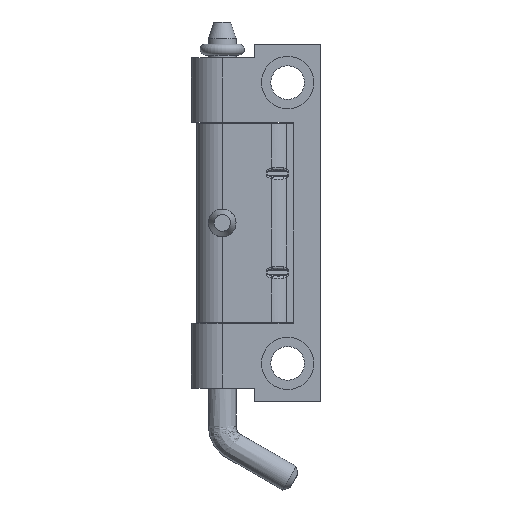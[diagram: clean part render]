
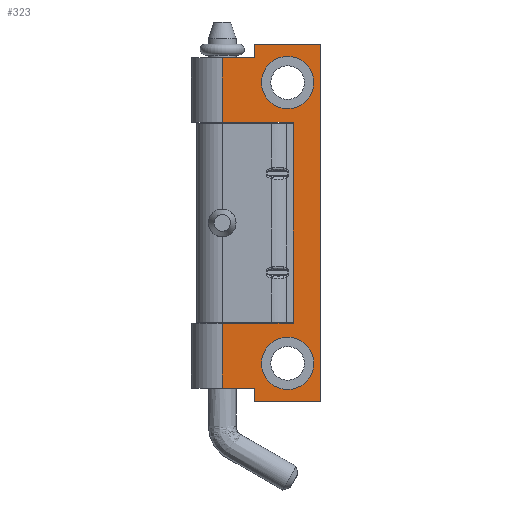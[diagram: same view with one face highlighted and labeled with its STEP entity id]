
A CAD part, front view. The second image highlights one B-rep face of the part: STEP entity #323.
In plain terms, the highlighted planar face has unit normal (0, -1, 0).
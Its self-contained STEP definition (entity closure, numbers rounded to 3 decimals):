
#323 = ADVANCED_FACE( '', ( #466, #467, #468 ), #469, .T. );
#466 = FACE_BOUND( '', #782, .T. );
#467 = FACE_BOUND( '', #783, .T. );
#468 = FACE_OUTER_BOUND( '', #784, .T. );
#469 = PLANE( '', #785 );
#782 = EDGE_LOOP( '', ( #2174 ) );
#783 = EDGE_LOOP( '', ( #2175 ) );
#784 = EDGE_LOOP( '', ( #2176, #2177, #2178, #2179, #2180, #2181, #2182, #2183, #2184, #2185, #2186, #2187 ) );
#785 = AXIS2_PLACEMENT_3D( '', #2188, #2189, #2190 );
#2174 = ORIENTED_EDGE( '', *, *, #3136, .T. );
#2175 = ORIENTED_EDGE( '', *, *, #3137, .T. );
#2176 = ORIENTED_EDGE( '', *, *, #3138, .T. );
#2177 = ORIENTED_EDGE( '', *, *, #3139, .T. );
#2178 = ORIENTED_EDGE( '', *, *, #3140, .T. );
#2179 = ORIENTED_EDGE( '', *, *, #3141, .F. );
#2180 = ORIENTED_EDGE( '', *, *, #3142, .F. );
#2181 = ORIENTED_EDGE( '', *, *, #3143, .F. );
#2182 = ORIENTED_EDGE( '', *, *, #3144, .F. );
#2183 = ORIENTED_EDGE( '', *, *, #3145, .T. );
#2184 = ORIENTED_EDGE( '', *, *, #3146, .T. );
#2185 = ORIENTED_EDGE( '', *, *, #3147, .T. );
#2186 = ORIENTED_EDGE( '', *, *, #3148, .T. );
#2187 = ORIENTED_EDGE( '', *, *, #3149, .T. );
#2188 = CARTESIAN_POINT( '', ( 17.88, -5.745, 32.5 ) );
#2189 = DIRECTION( '', ( 0., -1., 0. ) );
#2190 = DIRECTION( '', ( 1., 0., 0. ) );
#3136 = EDGE_CURVE( '', #3458, #3458, #3459, .T. );
#3137 = EDGE_CURVE( '', #3460, #3460, #3461, .T. );
#3138 = EDGE_CURVE( '', #3462, #3463, #3464, .T. );
#3139 = EDGE_CURVE( '', #3463, #3465, #3466, .T. );
#3140 = EDGE_CURVE( '', #3465, #3467, #3468, .T. );
#3141 = EDGE_CURVE( '', #3469, #3467, #3470, .T. );
#3142 = EDGE_CURVE( '', #3471, #3469, #3472, .T. );
#3143 = EDGE_CURVE( '', #3473, #3471, #3474, .T. );
#3144 = EDGE_CURVE( '', #3475, #3473, #3476, .T. );
#3145 = EDGE_CURVE( '', #3475, #3477, #3478, .T. );
#3146 = EDGE_CURVE( '', #3477, #3479, #3480, .T. );
#3147 = EDGE_CURVE( '', #3479, #3481, #3482, .T. );
#3148 = EDGE_CURVE( '', #3481, #3483, #3484, .T. );
#3149 = EDGE_CURVE( '', #3483, #3462, #3485, .T. );
#3458 = VERTEX_POINT( '', #3992 );
#3459 = CIRCLE( '', #3993, 4.75 );
#3460 = VERTEX_POINT( '', #3994 );
#3461 = CIRCLE( '', #3995, 4.75 );
#3462 = VERTEX_POINT( '', #3996 );
#3463 = VERTEX_POINT( '', #3997 );
#3464 = LINE( '', #3998, #3999 );
#3465 = VERTEX_POINT( '', #4000 );
#3466 = LINE( '', #4001, #4002 );
#3467 = VERTEX_POINT( '', #4003 );
#3468 = LINE( '', #4004, #4005 );
#3469 = VERTEX_POINT( '', #4006 );
#3470 = LINE( '', #4007, #4008 );
#3471 = VERTEX_POINT( '', #4009 );
#3472 = LINE( '', #4010, #4011 );
#3473 = VERTEX_POINT( '', #4012 );
#3474 = LINE( '', #4013, #4014 );
#3475 = VERTEX_POINT( '', #4015 );
#3476 = LINE( '', #4016, #4017 );
#3477 = VERTEX_POINT( '', #4018 );
#3478 = LINE( '', #4019, #4020 );
#3479 = VERTEX_POINT( '', #4021 );
#3480 = LINE( '', #4022, #4023 );
#3481 = VERTEX_POINT( '', #4024 );
#3482 = LINE( '', #4025, #4026 );
#3483 = VERTEX_POINT( '', #4027 );
#3484 = LINE( '', #4028, #4029 );
#3485 = LINE( '', #4030, #4031 );
#3992 = CARTESIAN_POINT( '', ( 16.63, -5.745, -25.5 ) );
#3993 = AXIS2_PLACEMENT_3D( '', #4904, #4905, #4906 );
#3994 = CARTESIAN_POINT( '', ( 7.13, -5.745, 25.5 ) );
#3995 = AXIS2_PLACEMENT_3D( '', #4907, #4908, #4909 );
#3996 = CARTESIAN_POINT( '', ( 12.885, -5.745, 18.25 ) );
#3997 = CARTESIAN_POINT( '', ( 12.885, -5.745, -18.25 ) );
#3998 = CARTESIAN_POINT( '', ( 12.885, -5.745, 32.5 ) );
#3999 = VECTOR( '', #4910, 1000. );
#4000 = CARTESIAN_POINT( '', ( 0., -5.745, -18.25 ) );
#4001 = CARTESIAN_POINT( '', ( 17.88, -5.745, -18.25 ) );
#4002 = VECTOR( '', #4911, 1000. );
#4003 = CARTESIAN_POINT( '', ( 0., -5.745, -30. ) );
#4004 = CARTESIAN_POINT( '', ( 0., -5.745, 32.5 ) );
#4005 = VECTOR( '', #4912, 1000. );
#4006 = CARTESIAN_POINT( '', ( 5.88, -5.745, -30. ) );
#4007 = CARTESIAN_POINT( '', ( 17.88, -5.745, -30. ) );
#4008 = VECTOR( '', #4913, 1000. );
#4009 = CARTESIAN_POINT( '', ( 5.88, -5.745, -32.5 ) );
#4010 = CARTESIAN_POINT( '', ( 5.88, -5.745, 32.5 ) );
#4011 = VECTOR( '', #4914, 1000. );
#4012 = CARTESIAN_POINT( '', ( 17.88, -5.745, -32.5 ) );
#4013 = CARTESIAN_POINT( '', ( 17.88, -5.745, -32.5 ) );
#4014 = VECTOR( '', #4915, 1000. );
#4015 = CARTESIAN_POINT( '', ( 17.88, -5.745, 32.5 ) );
#4016 = CARTESIAN_POINT( '', ( 17.88, -5.745, 32.5 ) );
#4017 = VECTOR( '', #4916, 1000. );
#4018 = CARTESIAN_POINT( '', ( 5.88, -5.745, 32.5 ) );
#4019 = CARTESIAN_POINT( '', ( 17.88, -5.745, 32.5 ) );
#4020 = VECTOR( '', #4917, 1000. );
#4021 = CARTESIAN_POINT( '', ( 5.88, -5.745, 30. ) );
#4022 = CARTESIAN_POINT( '', ( 5.88, -5.745, 32.5 ) );
#4023 = VECTOR( '', #4918, 1000. );
#4024 = CARTESIAN_POINT( '', ( 0., -5.745, 30. ) );
#4025 = CARTESIAN_POINT( '', ( 17.88, -5.745, 30. ) );
#4026 = VECTOR( '', #4919, 1000. );
#4027 = CARTESIAN_POINT( '', ( 0., -5.745, 18.25 ) );
#4028 = CARTESIAN_POINT( '', ( 0., -5.745, 32.5 ) );
#4029 = VECTOR( '', #4920, 1000. );
#4030 = CARTESIAN_POINT( '', ( 17.88, -5.745, 18.25 ) );
#4031 = VECTOR( '', #4921, 1000. );
#4904 = CARTESIAN_POINT( '', ( 11.88, -5.745, -25.5 ) );
#4905 = DIRECTION( '', ( 0., 1., 0. ) );
#4906 = DIRECTION( '', ( 1., 0., 0. ) );
#4907 = CARTESIAN_POINT( '', ( 11.88, -5.745, 25.5 ) );
#4908 = DIRECTION( '', ( 0., 1., 0. ) );
#4909 = DIRECTION( '', ( -1., 0., 0. ) );
#4910 = DIRECTION( '', ( 0., 0., -1. ) );
#4911 = DIRECTION( '', ( -1., 0., 0. ) );
#4912 = DIRECTION( '', ( 0., 0., -1. ) );
#4913 = DIRECTION( '', ( -1., 0., 0. ) );
#4914 = DIRECTION( '', ( 0., 0., 1. ) );
#4915 = DIRECTION( '', ( -1., 0., 0. ) );
#4916 = DIRECTION( '', ( 0., 0., -1. ) );
#4917 = DIRECTION( '', ( -1., 0., 0. ) );
#4918 = DIRECTION( '', ( 0., 0., -1. ) );
#4919 = DIRECTION( '', ( -1., 0., 0. ) );
#4920 = DIRECTION( '', ( 0., 0., -1. ) );
#4921 = DIRECTION( '', ( 1., 0., 0. ) );
